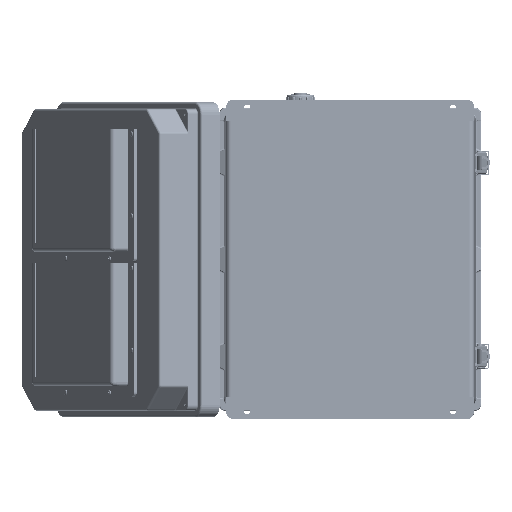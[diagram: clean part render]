
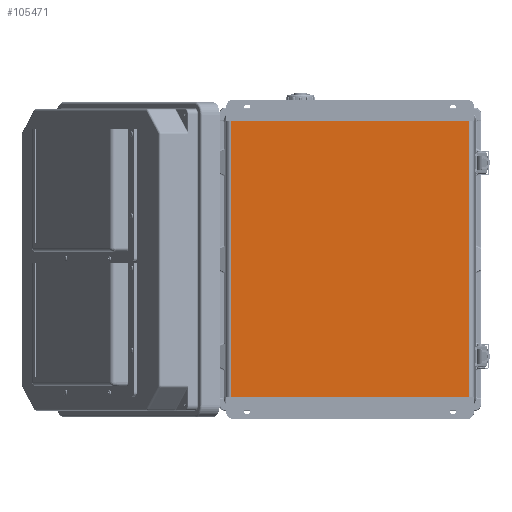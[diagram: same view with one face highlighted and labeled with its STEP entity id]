
A CAD part, front view. The second image highlights one B-rep face of the part: STEP entity #105471.
In plain terms, the highlighted planar face has unit normal (-0.001, -1, 0).
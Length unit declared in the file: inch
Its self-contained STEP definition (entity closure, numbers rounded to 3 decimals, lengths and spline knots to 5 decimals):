
#312 = LINE ( 'NONE', #62655, #718 ) ;
#718 = VECTOR ( 'NONE', #95493, 39.37008 ) ;
#6227 = CARTESIAN_POINT ( 'NONE',  ( 6.11811, 0.05906, -1.04331 ) ) ;
#6700 = DIRECTION ( 'NONE',  ( 0., 1., 0. ) ) ;
#7408 = VERTEX_POINT ( 'NONE', #119236 ) ;
#7933 = VERTEX_POINT ( 'NONE', #56351 ) ;
#17108 = PLANE ( 'NONE',  #88208 ) ;
#17860 = CARTESIAN_POINT ( 'NONE',  ( -5.78771, 0.05906, -14.4685 ) ) ;
#24232 = DIRECTION ( 'NONE',  ( -1., 0., 0. ) ) ;
#25896 = CARTESIAN_POINT ( 'NONE',  ( -5.78771, 0.05906, -1.04331 ) ) ;
#31137 = VERTEX_POINT ( 'NONE', #51774 ) ;
#36672 = DIRECTION ( 'NONE',  ( 0., 0., 1. ) ) ;
#37342 = EDGE_CURVE ( 'NONE', #94907, #31137, #133491, .T. ) ;
#38498 = LINE ( 'NONE', #100033, #41100 ) ;
#41100 = VECTOR ( 'NONE', #24232, 39.37008 ) ;
#49833 = FACE_OUTER_BOUND ( 'NONE', #68130, .T. ) ;
#51774 = CARTESIAN_POINT ( 'NONE',  ( -5.78771, 0.05906, -1.04331 ) ) ;
#56351 = CARTESIAN_POINT ( 'NONE',  ( 5.78771, 0.05906, -14.4685 ) ) ;
#56932 = DIRECTION ( 'NONE',  ( 0., 0., 1. ) ) ;
#57036 = ORIENTED_EDGE ( 'NONE', *, *, #71462, .T. ) ;
#62655 = CARTESIAN_POINT ( 'NONE',  ( 6.11811, 0.05906, -14.4685 ) ) ;
#68130 = EDGE_LOOP ( 'NONE', ( #126447, #129697, #112068, #57036 ) ) ;
#69879 = VECTOR ( 'NONE', #36672, 39.37008 ) ;
#71462 = EDGE_CURVE ( 'NONE', #7408, #31137, #38498, .T. ) ;
#82302 = DIRECTION ( 'NONE',  ( 0., 0., 1. ) ) ;
#88208 = AXIS2_PLACEMENT_3D ( 'NONE', #6227, #6700, #82302 ) ;
#94907 = VERTEX_POINT ( 'NONE', #17860 ) ;
#95493 = DIRECTION ( 'NONE',  ( -1., 0., 0. ) ) ;
#100033 = CARTESIAN_POINT ( 'NONE',  ( 6.11811, 0.05906, -1.04331 ) ) ;
#105471 = ADVANCED_FACE ( 'NONE', ( #49833 ), #17108, .F. ) ;
#109662 = EDGE_CURVE ( 'NONE', #7933, #94907, #312, .T. ) ;
#111104 = CARTESIAN_POINT ( 'NONE',  ( 5.78771, 0.05906, -1.04331 ) ) ;
#112068 = ORIENTED_EDGE ( 'NONE', *, *, #130356, .T. ) ;
#119236 = CARTESIAN_POINT ( 'NONE',  ( 5.78771, 0.05906, -1.04331 ) ) ;
#126447 = ORIENTED_EDGE ( 'NONE', *, *, #37342, .F. ) ;
#129697 = ORIENTED_EDGE ( 'NONE', *, *, #109662, .F. ) ;
#130356 = EDGE_CURVE ( 'NONE', #7933, #7408, #133743, .T. ) ;
#132735 = VECTOR ( 'NONE', #56932, 39.37008 ) ;
#133491 = LINE ( 'NONE', #25896, #69879 ) ;
#133743 = LINE ( 'NONE', #111104, #132735 ) ;
